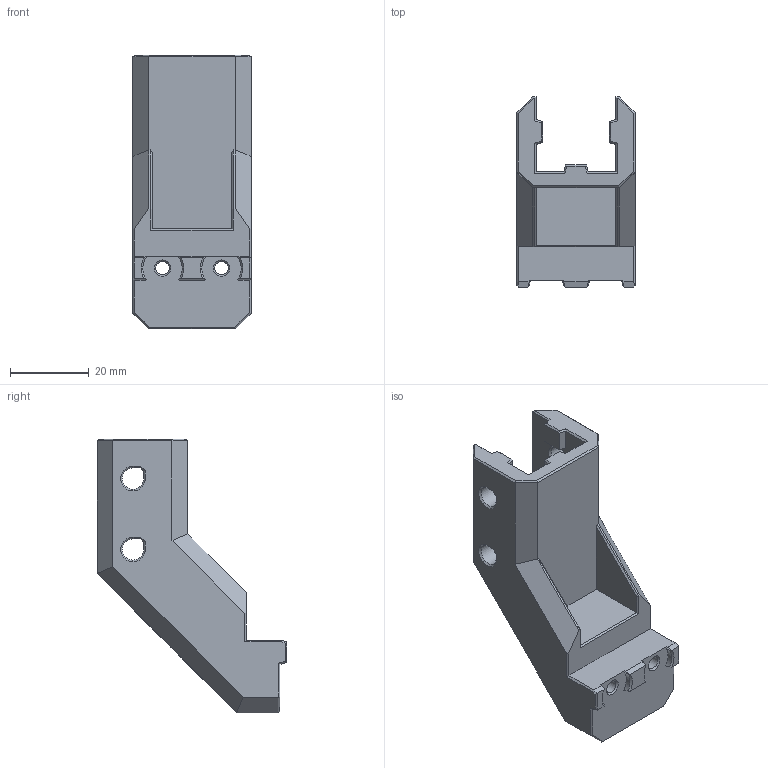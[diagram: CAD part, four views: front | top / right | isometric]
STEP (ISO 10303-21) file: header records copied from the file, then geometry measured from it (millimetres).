
FILE_DESCRIPTION (( 'STEP AP214' ), '1' );
FILE_NAME ('YAOM_Top.STEP', '2024-05-09T19:12:49', ( '' ), ( '' ), 'SwSTEP 2.0', 'SolidWorks 2024', '' );
FILE_SCHEMA (( 'AUTOMOTIVE_DESIGN' ));
Length unit declared in the file: millimetre
Products named in the file (1): YAOM_Top
Bounding box: 30 x 48.16 x 69.46 mm (x, y, z)
Volume: 27385.9 mm3; surface area: 11577.7 mm2
Topology: 1 solids, 1 shells, 221 faces, 565 edges, 348 vertices
Faces by surface type: plane 183, cone 14, cylinder 12, bspline 12
Full cylindrical faces by diameter (mm): 3.4 x2, 6 x2
Entity records: 6580 total; most frequent: CARTESIAN_POINT 1395, ORIENTED_EDGE 1114, DIRECTION 957, EDGE_CURVE 557, LINE 457, VECTOR 457, VERTEX_POINT 346, AXIS2_PLACEMENT_3D 250
